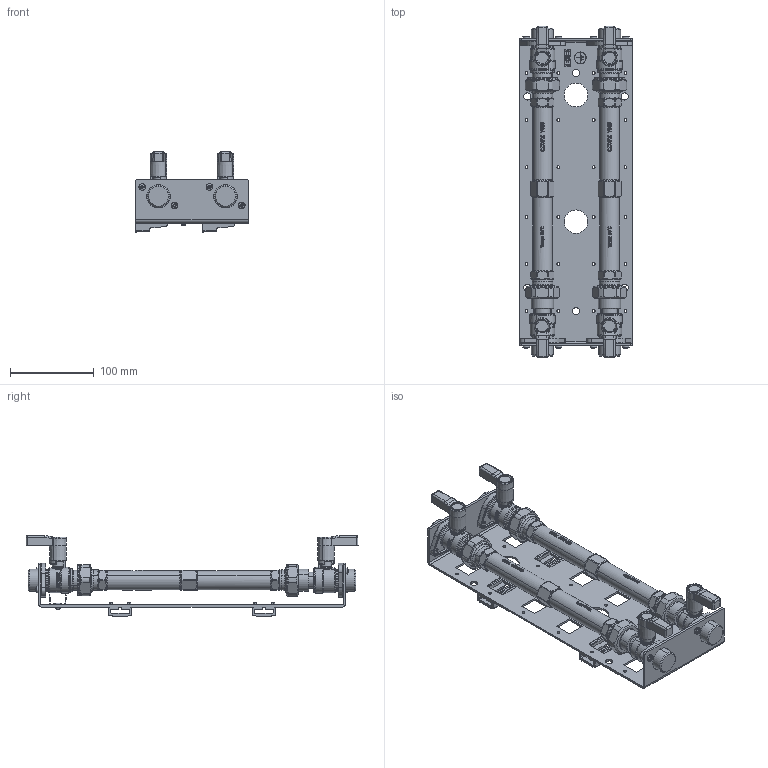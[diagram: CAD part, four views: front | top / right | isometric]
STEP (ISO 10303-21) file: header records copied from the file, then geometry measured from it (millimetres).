
FILE_DESCRIPTION(('CATIA V5 STEP Exchange','CAx-IF Rec.Pracs.--- Model Styling and Organization---1.5--- 2016-08-15','CAx-IF Rec.Pracs.---Supplemental Geometry---1.0---2011-11-01','CAx-IF Rec.Pracs.--- Composite Materials ---3.4---2017-06-13','CAx-IF Rec.Pracs.---Tessellated 3D Geometry---1.0---2015-12-17'),'2;1');
FILE_NAME('STEP_700105_002_-_TST.stp','2023-07-18T13:52:16+00:00',('none'),('none'),'CATIA Version 5-6 Release 2020 SP5','CATIA V5 STEP AP242 v2','none');
FILE_SCHEMA(('AP242_MANAGED_MODEL_BASED_3D_ENGINEERING_MIM_LF {1 0 10303 442 1 1 4}'));
Products named in the file (1): 700105 002 - TST
Bounding box: 134 x 395.8 x 96.1 mm (x, y, z)
Volume: 636562.1 mm3; surface area: 243027 mm2
Topology: 5 solids, 7 shells, 6067 faces, 15002 edges, 8868 vertices
Faces by surface type: bspline 2012, cylinder 1227, plane 1094, extrusion 676, torus 496, cone 314, sphere 248
Entity records: 306950 total; most frequent: CARTESIAN_POINT 186641, ORIENTED_EDGE 29452, EDGE_CURVE 14726, DIRECTION 13298, VERTEX_POINT 8868, B_SPLINE_CURVE_WITH_KNOTS 7724, EDGE_LOOP 6484, ADVANCED_FACE 6067
